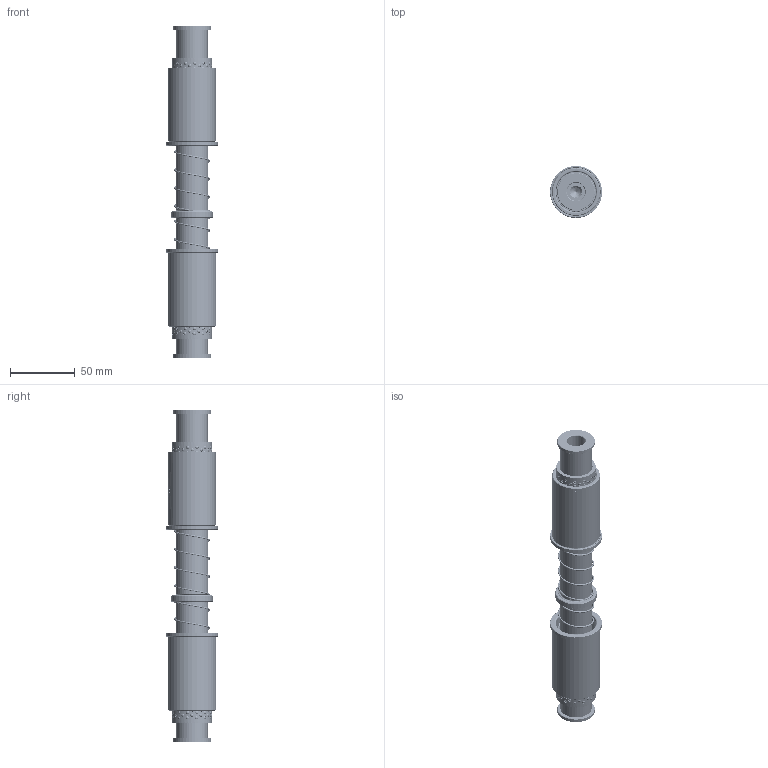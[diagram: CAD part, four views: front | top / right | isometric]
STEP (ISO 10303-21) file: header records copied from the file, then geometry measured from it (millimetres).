
FILE_DESCRIPTION (( 'STEP AP214' ), '1' );
FILE_NAME ('BJGPH BSGPH-D25-LA110-LB80-絳杶60.STEP', '2021-09-30T01:14:27', ( 'User' ), ( 'china' ), 'SwSTEP 2.0', 'SolidWorks 2016', '' );
FILE_SCHEMA (( 'AUTOMOTIVE_DESIGN' ));
Length unit declared in the file: millimetre
Products named in the file (10): GGTK-D29-d24 - 30; GPWH-D25-110-80-10; BJGPH BSGPH-D25-LA110-LB80-絳杶60; GBBH--D37-d31-L60; GBBH-D37-d31-L60; BSH BJH-D30.5-25.5-L50; BALL-D3; HWP-B-D27.9-d25.5-L90; HWP-B-D27.9-d25.5-L70
Assembly tree (296 placements, depth 3):
  BJGPH BSGPH-D25-LA110-LB80-絳杶60
    GPWH-D25-110-80-10
    GGTK-D29-d24 - 30  x2
    HWP-B-D27.9-d25.5-L70
    HWP-B-D27.9-d25.5-L90
    BSH BJH-D30.5-25.5-L50  x2
      BSH BJH-D30.5-25.5-L50
      BALL-D3
    GBBH-D37-d31-L60
    GBBH--D37-d31-L60
Bounding box: 39.99 x 39.99 x 256 mm (x, y, z)
Volume: 176402.7 mm3; surface area: 104631.6 mm2
Topology: 581 solids, 581 shells, 2498 faces, 10912 edges, 7244 vertices
Faces by surface type: sphere 2288, cylinder 68, cone 68, plane 42, torus 20, bspline 12
Entity records: 56652 total; most frequent: CARTESIAN_POINT 35024, ORIENTED_EDGE 4360, DIRECTION 3792, EDGE_CURVE 2180, AXIS2_PLACEMENT_3D 1818, VERTEX_POINT 1430, EDGE_LOOP 1322, B_SPLINE_CURVE_WITH_KNOTS 1244
